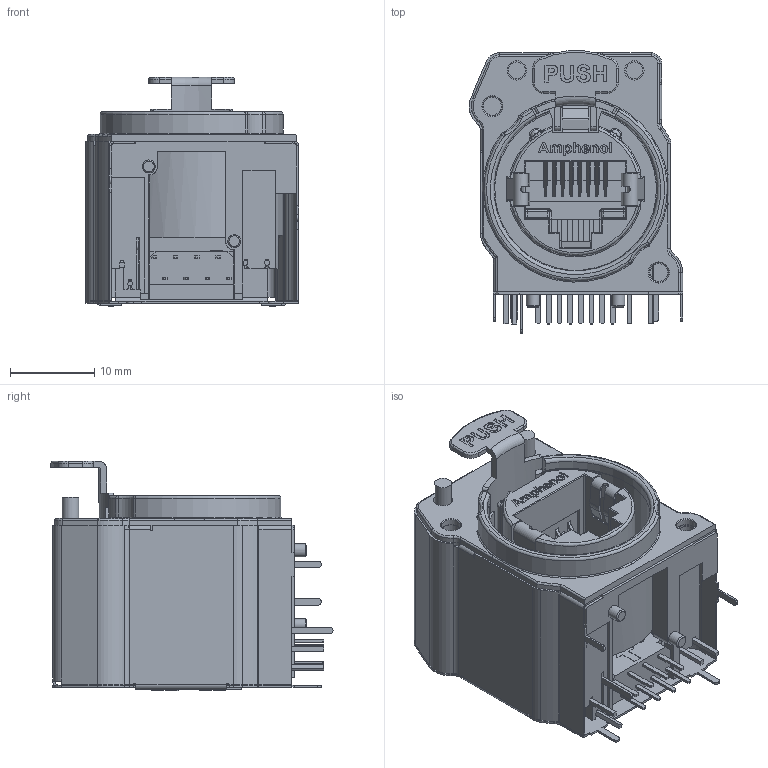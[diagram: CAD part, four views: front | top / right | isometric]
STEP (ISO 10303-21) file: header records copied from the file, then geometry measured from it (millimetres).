
FILE_DESCRIPTION((''),'2;1');
FILE_NAME('RJX8FB5HGYEB.stp','2013-04-05T09:37:38',('thien'),(''),'Autodesk Inventor 2012','Autodesk Inventor 2012','');
FILE_SCHEMA(('AUTOMOTIVE_DESIGN { 1 0 10303 214 1 1 1 1 }'));
Length unit declared in the file: millimetre
Products named in the file (1): Part3
Bounding box: 25.39 x 33.58 x 27.3 mm (x, y, z)
Volume: 5653.8 mm3; surface area: 13309.5 mm2
Topology: 1 solids, 5 shells, 2476 faces, 7082 edges, 4525 vertices
Faces by surface type: plane 1833, cylinder 443, bspline 95, torus 58, cone 44, sphere 3
Full cylindrical faces by diameter (mm): 0.7 x8, 0.75 x8, 1 x1, 1.2 x3, 1.3 x3, 1.35 x5, 1.384 x2, 1.55 x2, 2 x2, 2.1 x1, 2.15 x2, 2.3 x6
Entity records: 82473 total; most frequent: CARTESIAN_POINT 16633, ORIENTED_EDGE 13998, DIRECTION 12594, EDGE_CURVE 6999, VECTOR 5564, LINE 5564, VERTEX_POINT 4508, AXIS2_PLACEMENT_3D 3515
